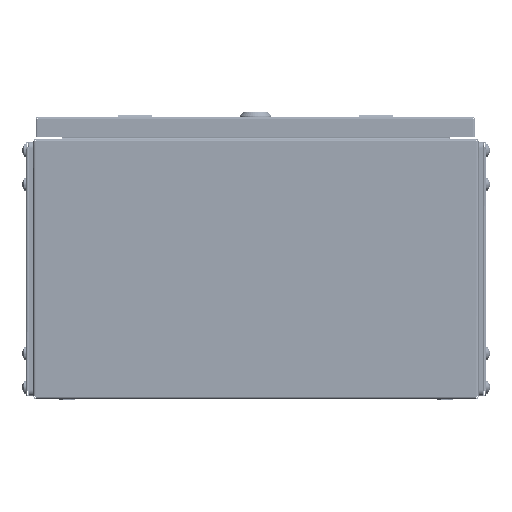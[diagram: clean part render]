
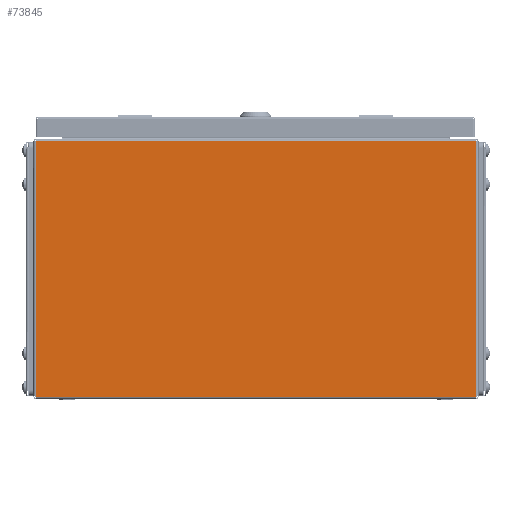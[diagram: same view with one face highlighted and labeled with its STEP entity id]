
A CAD part, left-side view. The second image highlights one B-rep face of the part: STEP entity #73845.
In plain terms, the highlighted planar face has unit normal (-1, 0, 0).
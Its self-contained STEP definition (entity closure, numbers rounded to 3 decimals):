
#1162 = EDGE_CURVE ( 'NONE', #29794, #6467, #80176, .T. ) ;
#1869 = CARTESIAN_POINT ( 'NONE',  ( -250., 0., 0. ) ) ;
#6443 = VECTOR ( 'NONE', #75870, 1000. ) ;
#6467 = VERTEX_POINT ( 'NONE', #84817 ) ;
#7490 = VECTOR ( 'NONE', #71469, 1000. ) ;
#13209 = LINE ( 'NONE', #54074, #6443 ) ;
#18159 = CARTESIAN_POINT ( 'NONE',  ( -250., 195.5, 1. ) ) ;
#20929 = EDGE_LOOP ( 'NONE', ( #56966, #51689, #33804, #27770 ) ) ;
#21559 = CARTESIAN_POINT ( 'NONE',  ( -250., -195.5, 227.5 ) ) ;
#23731 = EDGE_CURVE ( 'NONE', #83222, #46234, #57556, .T. ) ;
#27770 = ORIENTED_EDGE ( 'NONE', *, *, #1162, .T. ) ;
#28055 = CARTESIAN_POINT ( 'NONE',  ( -250., 195.5, 0. ) ) ;
#28369 = CARTESIAN_POINT ( 'NONE',  ( -250., 195.5, 227.5 ) ) ;
#29794 = VERTEX_POINT ( 'NONE', #31473 ) ;
#30107 = AXIS2_PLACEMENT_3D ( 'NONE', #1869, #38140, #44503 ) ;
#31317 = PLANE ( 'NONE',  #30107 ) ;
#31473 = CARTESIAN_POINT ( 'NONE',  ( -250., -195.5, 1. ) ) ;
#33804 = ORIENTED_EDGE ( 'NONE', *, *, #56530, .F. ) ;
#38140 = DIRECTION ( 'NONE',  ( 1., 0., 0. ) ) ;
#44503 = DIRECTION ( 'NONE',  ( 0., 0., -1. ) ) ;
#46234 = VERTEX_POINT ( 'NONE', #18159 ) ;
#50562 = LINE ( 'NONE', #21559, #7490 ) ;
#50916 = VECTOR ( 'NONE', #51592, 1000. ) ;
#51592 = DIRECTION ( 'NONE',  ( 0., 0., 1. ) ) ;
#51689 = ORIENTED_EDGE ( 'NONE', *, *, #23731, .T. ) ;
#54074 = CARTESIAN_POINT ( 'NONE',  ( -250., 195.5, 1. ) ) ;
#56530 = EDGE_CURVE ( 'NONE', #29794, #46234, #13209, .T. ) ;
#56966 = ORIENTED_EDGE ( 'NONE', *, *, #78432, .T. ) ;
#57556 = LINE ( 'NONE', #28055, #61994 ) ;
#57958 = CARTESIAN_POINT ( 'NONE',  ( -250., -195.5, 0. ) ) ;
#61994 = VECTOR ( 'NONE', #83952, 1000. ) ;
#71469 = DIRECTION ( 'NONE',  ( 0., 1., 0. ) ) ;
#73845 = ADVANCED_FACE ( 'NONE', ( #85880 ), #31317, .F. ) ;
#75870 = DIRECTION ( 'NONE',  ( 0., 1., 0. ) ) ;
#78432 = EDGE_CURVE ( 'NONE', #6467, #83222, #50562, .T. ) ;
#80176 = LINE ( 'NONE', #57958, #50916 ) ;
#83222 = VERTEX_POINT ( 'NONE', #28369 ) ;
#83952 = DIRECTION ( 'NONE',  ( 0., 0., -1. ) ) ;
#84817 = CARTESIAN_POINT ( 'NONE',  ( -250., -195.5, 227.5 ) ) ;
#85880 = FACE_OUTER_BOUND ( 'NONE', #20929, .T. ) ;
